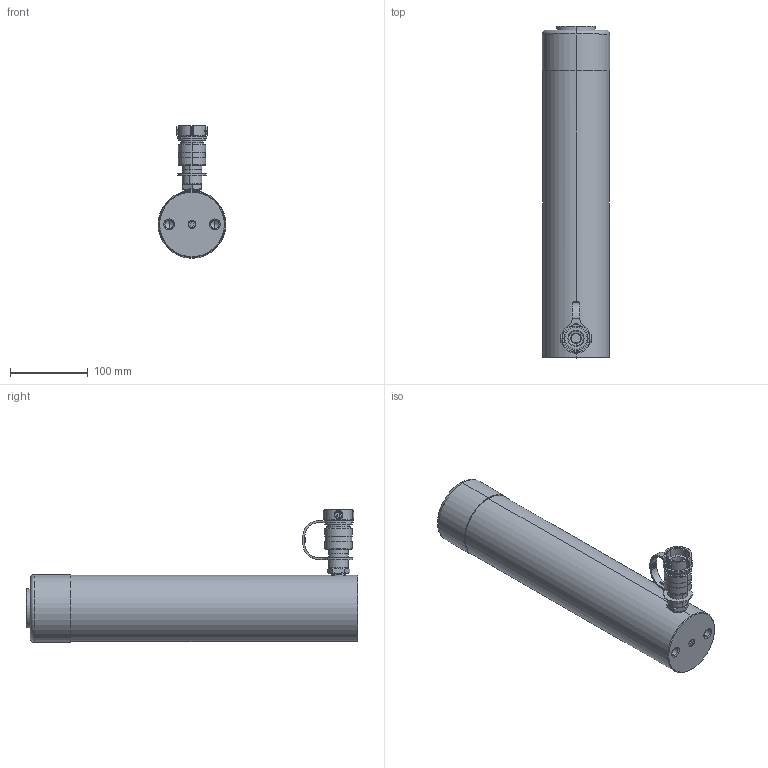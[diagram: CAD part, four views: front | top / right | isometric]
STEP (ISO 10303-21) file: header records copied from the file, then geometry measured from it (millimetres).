
FILE_DESCRIPTION (( 'STEP AP203' ), '1' );
FILE_NAME ('H2512.STEP', '2024-10-16T01:30:54', ( '' ), ( '' ), 'SwSTEP 2.0', 'SolidWorks 2018', '' );
FILE_SCHEMA (( 'CONFIG_CONTROL_DESIGN' ));
Length unit declared in the file: millimetre
Products named in the file (1): H2512
Bounding box: 87 x 426.29 x 170.27 mm (x, y, z)
Volume: 1931751.5 mm3; surface area: 405903 mm2
Topology: 14 solids, 14 shells, 654 faces, 1544 edges, 959 vertices
Faces by surface type: cylinder 228, plane 197, cone 114, bspline 73, torus 34, sphere 8
Entity records: 24358 total; most frequent: CARTESIAN_POINT 9504, ORIENTED_EDGE 3064, DIRECTION 3051, EDGE_CURVE 1532, AXIS2_PLACEMENT_3D 1196, VERTEX_POINT 959, EDGE_LOOP 733, VECTOR 659
